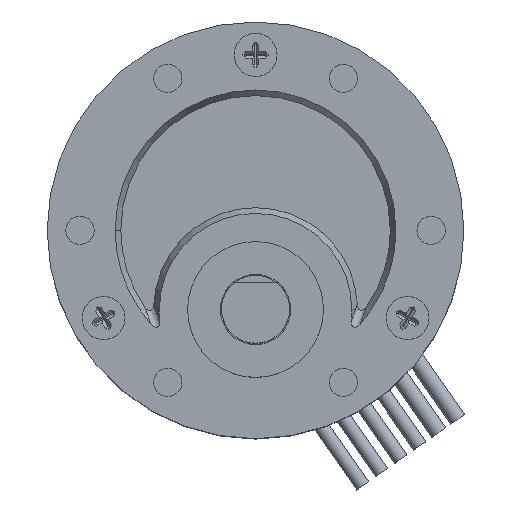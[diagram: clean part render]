
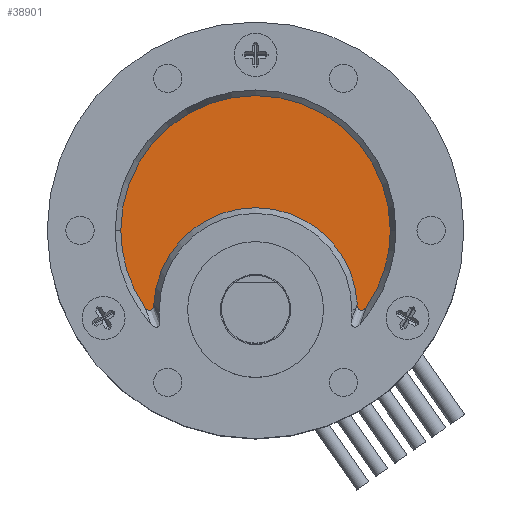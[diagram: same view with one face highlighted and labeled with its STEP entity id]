
A CAD part, top view. The second image highlights one B-rep face of the part: STEP entity #38901.
In plain terms, the highlighted planar face has unit normal (0, 0, 1).
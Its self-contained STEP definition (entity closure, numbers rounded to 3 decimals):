
#316 = EDGE_CURVE ( 'NONE', #38538, #1943, #16911, .T. ) ;
#386 = AXIS2_PLACEMENT_3D ( 'NONE', #39204, #36160, #9122 ) ;
#683 = ORIENTED_EDGE ( 'NONE', *, *, #20030, .T. ) ;
#779 = EDGE_CURVE ( 'NONE', #7906, #4019, #24360, .T. ) ;
#1009 = ORIENTED_EDGE ( 'NONE', *, *, #24805, .T. ) ;
#1411 = VERTEX_POINT ( 'NONE', #17952 ) ;
#1632 = CARTESIAN_POINT ( 'NONE',  ( 29.727, -6.748, 18.925 ) ) ;
#1943 = VERTEX_POINT ( 'NONE', #16299 ) ;
#2241 = CARTESIAN_POINT ( 'NONE',  ( 19.925, 0., 18.925 ) ) ;
#2656 = DIRECTION ( 'NONE',  ( 1., 0., 0. ) ) ;
#2689 = DIRECTION ( 'NONE',  ( 1., 0., 0. ) ) ;
#2875 = CARTESIAN_POINT ( 'NONE',  ( 10.596, -7.063, 18.925 ) ) ;
#3330 = CARTESIAN_POINT ( 'NONE',  ( 29.46, -7.008, 18.925 ) ) ;
#3336 = AXIS2_PLACEMENT_3D ( 'NONE', #2241, #8324, #20865 ) ;
#3850 = CARTESIAN_POINT ( 'NONE',  ( 29.307, -7.061, 18.925 ) ) ;
#3900 = AXIS2_PLACEMENT_3D ( 'NONE', #30364, #6377, #33399 ) ;
#4019 = VERTEX_POINT ( 'NONE', #31800 ) ;
#5782 = CARTESIAN_POINT ( 'NONE',  ( 10.747, -7.005, 18.925 ) ) ;
#6044 = CARTESIAN_POINT ( 'NONE',  ( 10.254, -6.915, 18.925 ) ) ;
#6377 = DIRECTION ( 'NONE',  ( 0., 0., 1. ) ) ;
#6528 = CARTESIAN_POINT ( 'NONE',  ( 29.666, -6.836, 18.925 ) ) ;
#6896 = AXIS2_PLACEMENT_3D ( 'NONE', #12222, #17893, #2689 ) ;
#7609 = CIRCLE ( 'NONE', #386, 11.9 ) ;
#7906 = VERTEX_POINT ( 'NONE', #1632 ) ;
#8324 = DIRECTION ( 'NONE',  ( 0., 0., 1. ) ) ;
#9122 = DIRECTION ( 'NONE',  ( 1., 0., 0. ) ) ;
#9401 = CARTESIAN_POINT ( 'NONE',  ( 29.027, -6.925, 18.925 ) ) ;
#9797 = CARTESIAN_POINT ( 'NONE',  ( 28.918, -6.625, 18.925 ) ) ;
#11734 = CARTESIAN_POINT ( 'NONE',  ( 10.437, -7.032, 18.925 ) ) ;
#12222 = CARTESIAN_POINT ( 'NONE',  ( 19.925, -7., 18.925 ) ) ;
#12456 = CARTESIAN_POINT ( 'NONE',  ( 29.593, -6.918, 18.925 ) ) ;
#13708 = ORIENTED_EDGE ( 'NONE', *, *, #37269, .T. ) ;
#14336 = PLANE ( 'NONE',  #35975 ) ;
#14793 = CARTESIAN_POINT ( 'NONE',  ( 10.184, -6.836, 18.925 ) ) ;
#16035 = CARTESIAN_POINT ( 'NONE',  ( 28.912, -6.518, 18.925 ) ) ;
#16299 = CARTESIAN_POINT ( 'NONE',  ( 28.912, -6.518, 18.925 ) ) ;
#16911 = CIRCLE ( 'NONE', #6896, 9. ) ;
#17283 = B_SPLINE_CURVE_WITH_KNOTS ( 'NONE', 3,
 ( #24101, #14793, #6044, #17815, #11734, #30058, #2875, #32842, #5782, #23975, #23695, #29668, #30187, #20579 ),
 .UNSPECIFIED., .F., .F.,
 ( 4, 2, 2, 2, 2, 2, 4 ),
 ( 0., 0., 0., 0.001, 0.001, 0.001, 0.001 ),
 .UNSPECIFIED. ) ;
#17815 = CARTESIAN_POINT ( 'NONE',  ( 10.388, -7.007, 18.925 ) ) ;
#17893 = DIRECTION ( 'NONE',  ( 0., 0., -1. ) ) ;
#17952 = CARTESIAN_POINT ( 'NONE',  ( 8.025, 0., 18.925 ) ) ;
#18506 = CARTESIAN_POINT ( 'NONE',  ( 29.101, -7.004, 18.925 ) ) ;
#20030 = EDGE_CURVE ( 'NONE', #34612, #38538, #17283, .T. ) ;
#20546 = CARTESIAN_POINT ( 'NONE',  ( 10.123, -6.748, 18.925 ) ) ;
#20579 = CARTESIAN_POINT ( 'NONE',  ( 10.938, -6.518, 18.925 ) ) ;
#20659 = CARTESIAN_POINT ( 'NONE',  ( 10.938, -6.518, 18.925 ) ) ;
#20865 = DIRECTION ( 'NONE',  ( 1., 0., 0. ) ) ;
#21422 = CARTESIAN_POINT ( 'NONE',  ( 29.251, -7.063, 18.925 ) ) ;
#22017 = EDGE_LOOP ( 'NONE', ( #29346, #13708, #34391, #1009, #26496, #683 ) ) ;
#23622 = DIRECTION ( 'NONE',  ( 0., 0., 1. ) ) ;
#23695 = CARTESIAN_POINT ( 'NONE',  ( 10.85, -6.881, 18.925 ) ) ;
#23705 = CIRCLE ( 'NONE', #3900, 11.9 ) ;
#23975 = CARTESIAN_POINT ( 'NONE',  ( 10.821, -6.928, 18.925 ) ) ;
#24101 = CARTESIAN_POINT ( 'NONE',  ( 10.123, -6.748, 18.925 ) ) ;
#24360 = CIRCLE ( 'NONE', #3336, 11.9 ) ;
#24424 = CARTESIAN_POINT ( 'NONE',  ( 29.147, -7.034, 18.925 ) ) ;
#24694 = CARTESIAN_POINT ( 'NONE',  ( 28.935, -6.73, 18.925 ) ) ;
#24805 = EDGE_CURVE ( 'NONE', #4019, #1411, #23705, .T. ) ;
#26496 = ORIENTED_EDGE ( 'NONE', *, *, #32871, .T. ) ;
#29346 = ORIENTED_EDGE ( 'NONE', *, *, #316, .T. ) ;
#29668 = CARTESIAN_POINT ( 'NONE',  ( 10.914, -6.734, 18.925 ) ) ;
#30058 = CARTESIAN_POINT ( 'NONE',  ( 10.54, -7.06, 18.925 ) ) ;
#30187 = CARTESIAN_POINT ( 'NONE',  ( 10.932, -6.626, 18.925 ) ) ;
#30364 = CARTESIAN_POINT ( 'NONE',  ( 19.925, 0., 18.925 ) ) ;
#30510 = CARTESIAN_POINT ( 'NONE',  ( 29.411, -7.033, 18.925 ) ) ;
#31800 = CARTESIAN_POINT ( 'NONE',  ( 31.825, 0., 18.925 ) ) ;
#32752 = CARTESIAN_POINT ( 'NONE',  ( 19.925, 0., 18.925 ) ) ;
#32842 = CARTESIAN_POINT ( 'NONE',  ( 10.7, -7.036, 18.925 ) ) ;
#32871 = EDGE_CURVE ( 'NONE', #1411, #34612, #7609, .T. ) ;
#33226 = FACE_OUTER_BOUND ( 'NONE', #22017, .T. ) ;
#33399 = DIRECTION ( 'NONE',  ( 1., 0., 0. ) ) ;
#33800 = CARTESIAN_POINT ( 'NONE',  ( 28.999, -6.878, 18.925 ) ) ;
#34055 = CARTESIAN_POINT ( 'NONE',  ( 29.727, -6.748, 18.925 ) ) ;
#34391 = ORIENTED_EDGE ( 'NONE', *, *, #779, .T. ) ;
#34612 = VERTEX_POINT ( 'NONE', #20546 ) ;
#35975 = AXIS2_PLACEMENT_3D ( 'NONE', #32752, #23622, #2656 ) ;
#36160 = DIRECTION ( 'NONE',  ( 0., 0., 1. ) ) ;
#36743 = B_SPLINE_CURVE_WITH_KNOTS ( 'NONE', 3,
 ( #16035, #9797, #24694, #33800, #9401, #18506, #24424, #21422, #3850, #30510, #3330, #12456, #6528, #34055 ),
 .UNSPECIFIED., .F., .F.,
 ( 4, 2, 2, 2, 2, 2, 4 ),
 ( 0., 0., 0., 0.001, 0.001, 0.001, 0.001 ),
 .UNSPECIFIED. ) ;
#37269 = EDGE_CURVE ( 'NONE', #1943, #7906, #36743, .T. ) ;
#38538 = VERTEX_POINT ( 'NONE', #20659 ) ;
#38901 = ADVANCED_FACE ( 'NONE', ( #33226 ), #14336, .T. ) ;
#39204 = CARTESIAN_POINT ( 'NONE',  ( 19.925, 0., 18.925 ) ) ;
